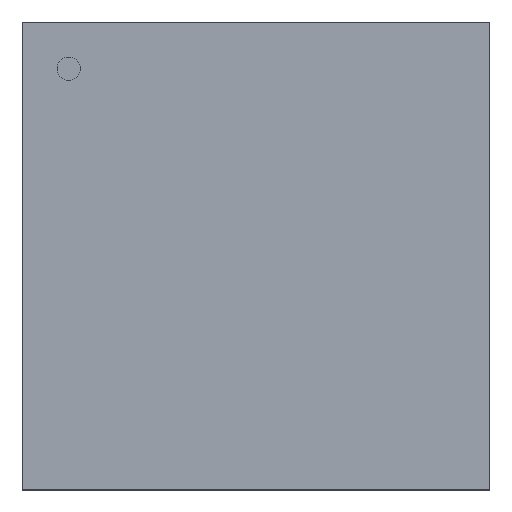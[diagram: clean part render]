
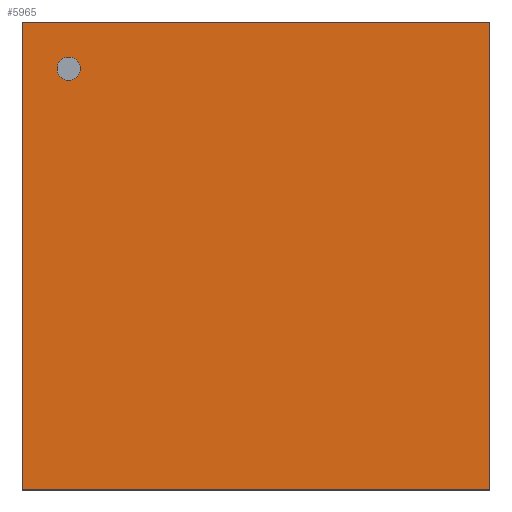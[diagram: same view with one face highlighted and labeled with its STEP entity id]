
A CAD part, top view. The second image highlights one B-rep face of the part: STEP entity #5965.
In plain terms, the highlighted planar face has unit normal (0, 0, 1).
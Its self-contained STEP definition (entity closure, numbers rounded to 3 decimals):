
#5741=CARTESIAN_POINT('',(8.496,-8.496,2.184));
#5740=VERTEX_POINT('',#5741);
#5751=CARTESIAN_POINT('',(-8.496,-8.496,2.184));
#5750=VERTEX_POINT('',#5751);
#5749=EDGE_CURVE('',#5750,#5740,#5754,.T.);
#5754=LINE('',#5751,#5756);
#5756=VECTOR('',#5757,16.993);
#5757=DIRECTION('',(1.0,0.0,0.0));
#5790=CARTESIAN_POINT('',(8.496,8.496,2.184));
#5789=VERTEX_POINT('',#5790);
#5798=EDGE_CURVE('',#5740,#5789,#5803,.T.);
#5803=LINE('',#5741,#5805);
#5805=VECTOR('',#5806,16.993);
#5806=DIRECTION('',(0.0,1.0,0.0));
#5839=CARTESIAN_POINT('',(-8.496,8.496,2.184));
#5838=VERTEX_POINT('',#5839);
#5847=EDGE_CURVE('',#5789,#5838,#5852,.T.);
#5852=LINE('',#5790,#5854);
#5854=VECTOR('',#5855,16.993);
#5855=DIRECTION('',(-1.0,0.0,0.0));
#5896=EDGE_CURVE('',#5838,#5750,#5901,.T.);
#5901=LINE('',#5839,#5903);
#5903=VECTOR('',#5904,16.993);
#5904=DIRECTION('',(0.0,-1.0,0.0));
#5965=ADVANCED_FACE('',(#5971),#5966,.T.);
#5966=PLANE('',#5967);
#5967=AXIS2_PLACEMENT_3D('',#5968,#5969,#5970);
#5968=CARTESIAN_POINT('',(-8.496,-8.496,2.184));
#5969=DIRECTION('',(0.0,0.0,1.0));
#5970=DIRECTION('',(0.,1.,0.));
#5971=FACE_OUTER_BOUND('',#5972,.T.);
#5972=EDGE_LOOP('',(#5973,#5983,#5993,#6003));
#5973=ORIENTED_EDGE('',*,*,#5749,.T.);
#5983=ORIENTED_EDGE('',*,*,#5798,.T.);
#5993=ORIENTED_EDGE('',*,*,#5847,.T.);
#6003=ORIENTED_EDGE('',*,*,#5896,.T.);
